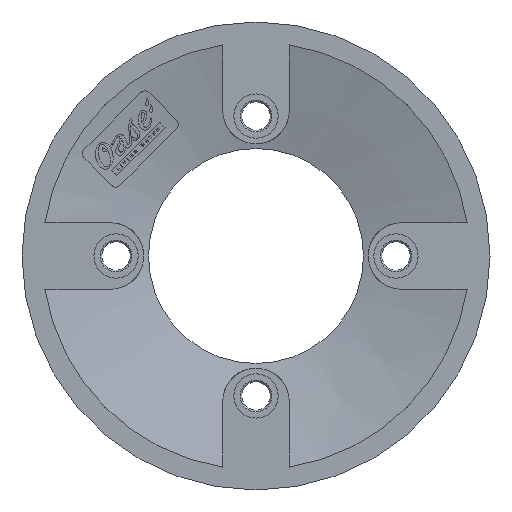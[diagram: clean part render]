
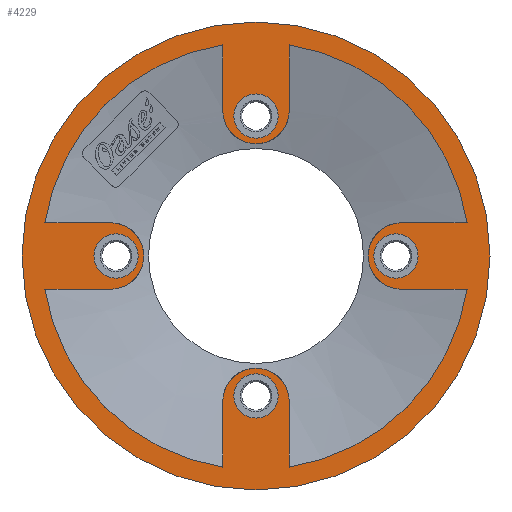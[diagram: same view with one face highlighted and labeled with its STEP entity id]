
A CAD part, front view. The second image highlights one B-rep face of the part: STEP entity #4229.
In plain terms, the highlighted planar face has unit normal (0, -1, 0).
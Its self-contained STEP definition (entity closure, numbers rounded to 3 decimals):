
#16=CIRCLE('',#4388,67.588);
#17=CIRCLE('',#4389,67.588);
#18=CIRCLE('',#4390,67.588);
#19=CIRCLE('',#4391,67.588);
#25=CIRCLE('',#4407,7.);
#26=CIRCLE('',#4409,74.);
#27=CIRCLE('',#4410,10.5);
#28=CIRCLE('',#4411,10.5);
#29=CIRCLE('',#4412,10.5);
#30=CIRCLE('',#4413,10.5);
#31=CIRCLE('',#4414,7.);
#32=CIRCLE('',#4415,7.);
#33=CIRCLE('',#4416,7.);
#92=FACE_BOUND('',#1241,.T.);
#93=FACE_BOUND('',#1242,.T.);
#94=FACE_BOUND('',#1243,.T.);
#95=FACE_BOUND('',#1244,.T.);
#96=FACE_BOUND('',#1245,.T.);
#214=PLANE('',#4408);
#423=LINE('',#10676,#642);
#424=LINE('',#10679,#643);
#425=LINE('',#10681,#644);
#426=LINE('',#10684,#645);
#427=LINE('',#10686,#646);
#428=LINE('',#10689,#647);
#429=LINE('',#10691,#648);
#430=LINE('',#10694,#649);
#642=VECTOR('',#4943,20.768);
#643=VECTOR('',#4946,20.768);
#644=VECTOR('',#4947,20.768);
#645=VECTOR('',#4950,20.768);
#646=VECTOR('',#4951,20.768);
#647=VECTOR('',#4954,20.768);
#648=VECTOR('',#4955,20.768);
#649=VECTOR('',#4958,20.768);
#963=FACE_OUTER_BOUND('',#1240,.T.);
#1240=EDGE_LOOP('',(#3839));
#1241=EDGE_LOOP('',(#3840,#3841,#3842,#3843,#3844,#3845,#3846,#3847,#3848,
#3849,#3850,#3851,#3852,#3853,#3854,#3855));
#1242=EDGE_LOOP('',(#3856));
#1243=EDGE_LOOP('',(#3857));
#1244=EDGE_LOOP('',(#3858));
#1245=EDGE_LOOP('',(#3859));
#2044=VERTEX_POINT('',#10013);
#2045=VERTEX_POINT('',#10021);
#2048=VERTEX_POINT('',#10055);
#2049=VERTEX_POINT('',#10063);
#2052=VERTEX_POINT('',#10097);
#2053=VERTEX_POINT('',#10105);
#2056=VERTEX_POINT('',#10139);
#2057=VERTEX_POINT('',#10147);
#2073=VERTEX_POINT('',#10670);
#2074=VERTEX_POINT('',#10673);
#2075=VERTEX_POINT('',#10675);
#2076=VERTEX_POINT('',#10677);
#2077=VERTEX_POINT('',#10680);
#2078=VERTEX_POINT('',#10682);
#2079=VERTEX_POINT('',#10685);
#2080=VERTEX_POINT('',#10687);
#2081=VERTEX_POINT('',#10690);
#2082=VERTEX_POINT('',#10692);
#2083=VERTEX_POINT('',#10695);
#2084=VERTEX_POINT('',#10697);
#2085=VERTEX_POINT('',#10699);
#2653=EDGE_CURVE('',#2045,#2044,#16,.T.);
#2657=EDGE_CURVE('',#2049,#2048,#17,.T.);
#2661=EDGE_CURVE('',#2052,#2053,#18,.T.);
#2665=EDGE_CURVE('',#2056,#2057,#19,.T.);
#2684=EDGE_CURVE('',#2073,#2073,#25,.T.);
#2685=EDGE_CURVE('',#2074,#2074,#26,.T.);
#2686=EDGE_CURVE('',#2044,#2075,#423,.T.);
#2687=EDGE_CURVE('',#2075,#2076,#27,.T.);
#2688=EDGE_CURVE('',#2076,#2057,#424,.T.);
#2689=EDGE_CURVE('',#2056,#2077,#425,.T.);
#2690=EDGE_CURVE('',#2077,#2078,#28,.T.);
#2691=EDGE_CURVE('',#2078,#2053,#426,.T.);
#2692=EDGE_CURVE('',#2052,#2079,#427,.T.);
#2693=EDGE_CURVE('',#2079,#2080,#29,.T.);
#2694=EDGE_CURVE('',#2080,#2049,#428,.T.);
#2695=EDGE_CURVE('',#2048,#2081,#429,.T.);
#2696=EDGE_CURVE('',#2081,#2082,#30,.T.);
#2697=EDGE_CURVE('',#2082,#2045,#430,.T.);
#2698=EDGE_CURVE('',#2083,#2083,#31,.T.);
#2699=EDGE_CURVE('',#2084,#2084,#32,.T.);
#2700=EDGE_CURVE('',#2085,#2085,#33,.T.);
#3839=ORIENTED_EDGE('',*,*,#2685,.T.);
#3840=ORIENTED_EDGE('',*,*,#2653,.T.);
#3841=ORIENTED_EDGE('',*,*,#2686,.T.);
#3842=ORIENTED_EDGE('',*,*,#2687,.T.);
#3843=ORIENTED_EDGE('',*,*,#2688,.T.);
#3844=ORIENTED_EDGE('',*,*,#2665,.F.);
#3845=ORIENTED_EDGE('',*,*,#2689,.T.);
#3846=ORIENTED_EDGE('',*,*,#2690,.T.);
#3847=ORIENTED_EDGE('',*,*,#2691,.T.);
#3848=ORIENTED_EDGE('',*,*,#2661,.F.);
#3849=ORIENTED_EDGE('',*,*,#2692,.T.);
#3850=ORIENTED_EDGE('',*,*,#2693,.T.);
#3851=ORIENTED_EDGE('',*,*,#2694,.T.);
#3852=ORIENTED_EDGE('',*,*,#2657,.T.);
#3853=ORIENTED_EDGE('',*,*,#2695,.T.);
#3854=ORIENTED_EDGE('',*,*,#2696,.T.);
#3855=ORIENTED_EDGE('',*,*,#2697,.T.);
#3856=ORIENTED_EDGE('',*,*,#2698,.F.);
#3857=ORIENTED_EDGE('',*,*,#2684,.F.);
#3858=ORIENTED_EDGE('',*,*,#2699,.F.);
#3859=ORIENTED_EDGE('',*,*,#2700,.F.);
#4229=ADVANCED_FACE('',(#963,#92,#93,#94,#95,#96),#214,.F.);
#4388=AXIS2_PLACEMENT_3D('',#10022,#4897,#4898);
#4389=AXIS2_PLACEMENT_3D('',#10064,#4899,#4900);
#4390=AXIS2_PLACEMENT_3D('',#10106,#4901,#4902);
#4391=AXIS2_PLACEMENT_3D('',#10148,#4903,#4904);
#4407=AXIS2_PLACEMENT_3D('',#10671,#4937,#4938);
#4408=AXIS2_PLACEMENT_3D('',#10672,#4939,#4940);
#4409=AXIS2_PLACEMENT_3D('',#10674,#4941,#4942);
#4410=AXIS2_PLACEMENT_3D('',#10678,#4944,#4945);
#4411=AXIS2_PLACEMENT_3D('',#10683,#4948,#4949);
#4412=AXIS2_PLACEMENT_3D('',#10688,#4952,#4953);
#4413=AXIS2_PLACEMENT_3D('',#10693,#4956,#4957);
#4414=AXIS2_PLACEMENT_3D('',#10696,#4959,#4960);
#4415=AXIS2_PLACEMENT_3D('',#10698,#4961,#4962);
#4416=AXIS2_PLACEMENT_3D('',#10700,#4963,#4964);
#4897=DIRECTION('center_axis',(0.,1.,0.));
#4898=DIRECTION('ref_axis',(-0.155,0.,-0.988));
#4899=DIRECTION('center_axis',(0.,1.,0.));
#4900=DIRECTION('ref_axis',(0.988,0.,-0.155));
#4901=DIRECTION('center_axis',(0.,-1.,0.));
#4902=DIRECTION('ref_axis',(0.988,0.,0.155));
#4903=DIRECTION('center_axis',(0.,-1.,0.));
#4904=DIRECTION('ref_axis',(-0.155,0.,0.988));
#4937=DIRECTION('center_axis',(0.,-1.,0.));
#4938=DIRECTION('ref_axis',(0.,0.,-1.));
#4939=DIRECTION('center_axis',(0.,1.,0.));
#4940=DIRECTION('ref_axis',(1.,0.,0.));
#4941=DIRECTION('center_axis',(0.,-1.,0.));
#4942=DIRECTION('ref_axis',(1.,0.,0.));
#4943=DIRECTION('',(1.,0.,0.));
#4944=DIRECTION('center_axis',(0.,-1.,0.));
#4945=DIRECTION('ref_axis',(0.,0.,-1.));
#4946=DIRECTION('',(-1.,0.,0.));
#4947=DIRECTION('',(0.,0.,-1.));
#4948=DIRECTION('center_axis',(0.,-1.,0.));
#4949=DIRECTION('ref_axis',(-1.,0.,0.));
#4950=DIRECTION('',(0.,0.,1.));
#4951=DIRECTION('',(-1.,0.,0.));
#4952=DIRECTION('center_axis',(0.,-1.,0.));
#4953=DIRECTION('ref_axis',(0.,0.,1.));
#4954=DIRECTION('',(1.,0.,0.));
#4955=DIRECTION('',(0.,0.,1.));
#4956=DIRECTION('center_axis',(0.,-1.,0.));
#4957=DIRECTION('ref_axis',(1.,0.,0.));
#4958=DIRECTION('',(0.,0.,-1.));
#4959=DIRECTION('center_axis',(0.,-1.,0.));
#4960=DIRECTION('ref_axis',(1.,0.,0.));
#4961=DIRECTION('center_axis',(0.,-1.,0.));
#4962=DIRECTION('ref_axis',(-1.,0.,0.));
#4963=DIRECTION('center_axis',(0.,-1.,0.));
#4964=DIRECTION('ref_axis',(0.,0.,1.));
#10013=CARTESIAN_POINT('',(-66.768,0.,-10.5));
#10021=CARTESIAN_POINT('',(-10.5,0.,-66.768));
#10022=CARTESIAN_POINT('Origin',(0.,0.,0.));
#10055=CARTESIAN_POINT('',(10.5,0.,-66.768));
#10063=CARTESIAN_POINT('',(66.768,0.,-10.5));
#10064=CARTESIAN_POINT('Origin',(0.,0.,0.));
#10097=CARTESIAN_POINT('',(66.768,0.,10.5));
#10105=CARTESIAN_POINT('',(10.5,0.,66.768));
#10106=CARTESIAN_POINT('Origin',(0.,0.,0.));
#10139=CARTESIAN_POINT('',(-10.5,0.,66.768));
#10147=CARTESIAN_POINT('',(-66.768,0.,10.5));
#10148=CARTESIAN_POINT('Origin',(0.,0.,0.));
#10670=CARTESIAN_POINT('',(0.,0.,51.25));
#10671=CARTESIAN_POINT('Origin',(0.,0.,44.25));
#10672=CARTESIAN_POINT('Origin',(0.,0.,0.));
#10673=CARTESIAN_POINT('',(-74.,0.,0.));
#10674=CARTESIAN_POINT('Origin',(0.,0.,0.));
#10675=CARTESIAN_POINT('',(-46.,0.,-10.5));
#10676=CARTESIAN_POINT('',(-66.768,0.,-10.5));
#10677=CARTESIAN_POINT('',(-46.,0.,10.5));
#10678=CARTESIAN_POINT('Origin',(-46.,0.,0.));
#10679=CARTESIAN_POINT('',(-46.,0.,10.5));
#10680=CARTESIAN_POINT('',(-10.5,0.,46.));
#10681=CARTESIAN_POINT('',(-10.5,0.,66.768));
#10682=CARTESIAN_POINT('',(10.5,0.,46.));
#10683=CARTESIAN_POINT('Origin',(0.,0.,46.));
#10684=CARTESIAN_POINT('',(10.5,0.,46.));
#10685=CARTESIAN_POINT('',(46.,0.,10.5));
#10686=CARTESIAN_POINT('',(66.768,0.,10.5));
#10687=CARTESIAN_POINT('',(46.,0.,-10.5));
#10688=CARTESIAN_POINT('Origin',(46.,0.,0.));
#10689=CARTESIAN_POINT('',(46.,0.,-10.5));
#10690=CARTESIAN_POINT('',(10.5,0.,-46.));
#10691=CARTESIAN_POINT('',(10.5,0.,-66.768));
#10692=CARTESIAN_POINT('',(-10.5,0.,-46.));
#10693=CARTESIAN_POINT('Origin',(0.,0.,-46.));
#10694=CARTESIAN_POINT('',(-10.5,0.,-46.));
#10695=CARTESIAN_POINT('',(-37.25,0.,0.));
#10696=CARTESIAN_POINT('Origin',(-44.25,0.,0.));
#10697=CARTESIAN_POINT('',(51.25,0.,0.));
#10698=CARTESIAN_POINT('Origin',(44.25,0.,0.));
#10699=CARTESIAN_POINT('',(0.,0.,-51.25));
#10700=CARTESIAN_POINT('Origin',(0.,0.,-44.25));
